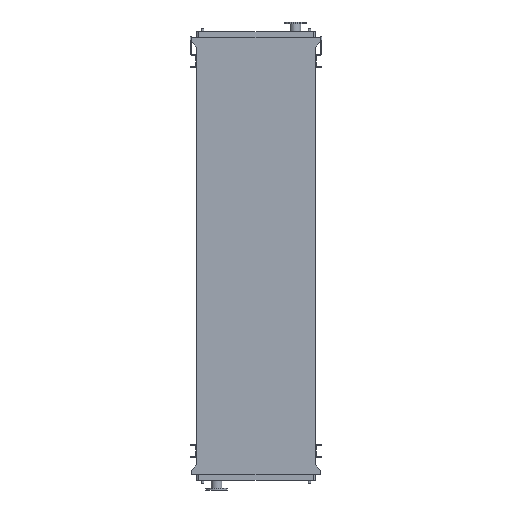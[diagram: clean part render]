
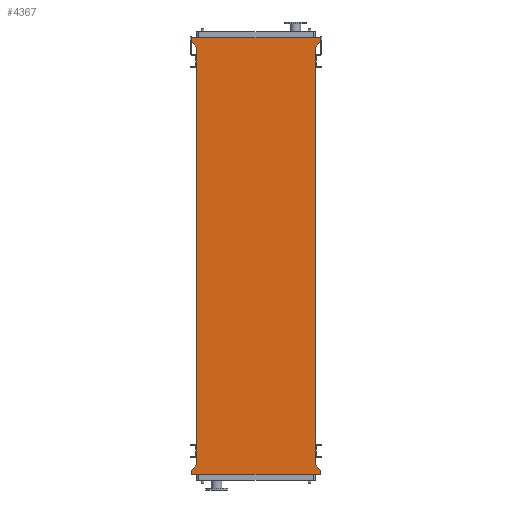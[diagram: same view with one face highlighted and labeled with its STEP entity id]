
A CAD part, front view. The second image highlights one B-rep face of the part: STEP entity #4367.
In plain terms, the highlighted planar face has unit normal (0, -1, 0).
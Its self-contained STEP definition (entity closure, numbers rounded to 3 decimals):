
#6 = CARTESIAN_POINT ( 'NONE',  ( -651., 0., -4345. ) ) ;
#500 = ORIENTED_EDGE ( 'NONE', *, *, #2989, .F. ) ;
#752 = CARTESIAN_POINT ( 'NONE',  ( 605., 0., -4250. ) ) ;
#790 = DIRECTION ( 'NONE',  ( 0.655, 0., -0.755 ) ) ;
#1315 = DIRECTION ( 'NONE',  ( 0., 0., -1. ) ) ;
#1354 = DIRECTION ( 'NONE',  ( 0., -1., 0. ) ) ;
#1445 = PLANE ( 'NONE',  #6311 ) ;
#1448 = CARTESIAN_POINT ( 'NONE',  ( -651., 0., -4303. ) ) ;
#2093 = EDGE_CURVE ( 'NONE', #3026, #6767, #15498, .T. ) ;
#2152 = LINE ( 'NONE', #4450, #14930 ) ;
#2180 = ORIENTED_EDGE ( 'NONE', *, *, #16372, .F. ) ;
#2285 = CARTESIAN_POINT ( 'NONE',  ( -605., 0., -4250. ) ) ;
#2469 = VERTEX_POINT ( 'NONE', #11081 ) ;
#2626 = CARTESIAN_POINT ( 'NONE',  ( 651., 0., 95. ) ) ;
#2727 = CARTESIAN_POINT ( 'NONE',  ( 605., 0., 0. ) ) ;
#2831 = ORIENTED_EDGE ( 'NONE', *, *, #11499, .F. ) ;
#2921 = DIRECTION ( 'NONE',  ( 0., 0., -1. ) ) ;
#2989 = EDGE_CURVE ( 'NONE', #2469, #3026, #13834, .T. ) ;
#3026 = VERTEX_POINT ( 'NONE', #15625 ) ;
#3275 = CARTESIAN_POINT ( 'NONE',  ( 651., 0., -4303. ) ) ;
#3602 = VERTEX_POINT ( 'NONE', #13925 ) ;
#3658 = EDGE_CURVE ( 'NONE', #16218, #12430, #12282, .T. ) ;
#3675 = VERTEX_POINT ( 'NONE', #12381 ) ;
#4367 = ADVANCED_FACE ( 'NONE', ( #14353 ), #1445, .T. ) ;
#4393 = ORIENTED_EDGE ( 'NONE', *, *, #6840, .F. ) ;
#4450 = CARTESIAN_POINT ( 'NONE',  ( 651., 0., 53. ) ) ;
#4503 = DIRECTION ( 'NONE',  ( -0.655, 0., -0.755 ) ) ;
#4723 = CARTESIAN_POINT ( 'NONE',  ( -651., 0., 53. ) ) ;
#5047 = ORIENTED_EDGE ( 'NONE', *, *, #10316, .F. ) ;
#5251 = VECTOR ( 'NONE', #17140, 1000. ) ;
#5407 = CARTESIAN_POINT ( 'NONE',  ( -651., 0., -4303. ) ) ;
#5449 = CARTESIAN_POINT ( 'NONE',  ( -605., 0., 0. ) ) ;
#5484 = LINE ( 'NONE', #14854, #15694 ) ;
#5692 = VECTOR ( 'NONE', #10167, 1000. ) ;
#5881 = LINE ( 'NONE', #10169, #12480 ) ;
#6108 = VECTOR ( 'NONE', #790, 1000. ) ;
#6196 = CARTESIAN_POINT ( 'NONE',  ( -605., 0., -4250. ) ) ;
#6311 = AXIS2_PLACEMENT_3D ( 'NONE', #2285, #1354, #1315 ) ;
#6682 = VECTOR ( 'NONE', #2921, 1000. ) ;
#6767 = VERTEX_POINT ( 'NONE', #5407 ) ;
#6796 = VECTOR ( 'NONE', #9661, 1000. ) ;
#6840 = EDGE_CURVE ( 'NONE', #3675, #13159, #13572, .T. ) ;
#7211 = ORIENTED_EDGE ( 'NONE', *, *, #2093, .F. ) ;
#8424 = VECTOR ( 'NONE', #12840, 1000. ) ;
#8472 = LINE ( 'NONE', #10051, #11163 ) ;
#9661 = DIRECTION ( 'NONE',  ( 0., 0., -1. ) ) ;
#9694 = CARTESIAN_POINT ( 'NONE',  ( 651., 0., -4303. ) ) ;
#9830 = VERTEX_POINT ( 'NONE', #6196 ) ;
#9923 = ORIENTED_EDGE ( 'NONE', *, *, #12186, .F. ) ;
#9942 = CARTESIAN_POINT ( 'NONE',  ( -651., 0., 95. ) ) ;
#9978 = EDGE_CURVE ( 'NONE', #12430, #3675, #5484, .T. ) ;
#10011 = DIRECTION ( 'NONE',  ( -0.655, 0., 0.755 ) ) ;
#10025 = DIRECTION ( 'NONE',  ( 0., 0., 1. ) ) ;
#10051 = CARTESIAN_POINT ( 'NONE',  ( -605., 0., 0. ) ) ;
#10111 = VECTOR ( 'NONE', #13193, 1000. ) ;
#10131 = ORIENTED_EDGE ( 'NONE', *, *, #3658, .F. ) ;
#10167 = DIRECTION ( 'NONE',  ( 0.655, 0., 0.755 ) ) ;
#10169 = CARTESIAN_POINT ( 'NONE',  ( 605., 0., -4250. ) ) ;
#10316 = EDGE_CURVE ( 'NONE', #9830, #14199, #16636, .T. ) ;
#10346 = LINE ( 'NONE', #9694, #6796 ) ;
#10552 = ORIENTED_EDGE ( 'NONE', *, *, #10665, .F. ) ;
#10665 = EDGE_CURVE ( 'NONE', #14199, #16218, #8472, .T. ) ;
#10745 = EDGE_CURVE ( 'NONE', #14640, #2469, #10346, .T. ) ;
#11081 = CARTESIAN_POINT ( 'NONE',  ( 651., 0., -4345. ) ) ;
#11163 = VECTOR ( 'NONE', #10011, 1000. ) ;
#11499 = EDGE_CURVE ( 'NONE', #3602, #14640, #16226, .T. ) ;
#11985 = DIRECTION ( 'NONE',  ( 0., 0., 1. ) ) ;
#12016 = EDGE_CURVE ( 'NONE', #3602, #14837, #5881, .T. ) ;
#12035 = CARTESIAN_POINT ( 'NONE',  ( -605., 0., -4250. ) ) ;
#12186 = EDGE_CURVE ( 'NONE', #13159, #14837, #2152, .T. ) ;
#12282 = LINE ( 'NONE', #13220, #8424 ) ;
#12381 = CARTESIAN_POINT ( 'NONE',  ( 651., 0., 95. ) ) ;
#12430 = VERTEX_POINT ( 'NONE', #9942 ) ;
#12480 = VECTOR ( 'NONE', #10025, 1000. ) ;
#12840 = DIRECTION ( 'NONE',  ( 0., 0., 1. ) ) ;
#13159 = VERTEX_POINT ( 'NONE', #16231 ) ;
#13193 = DIRECTION ( 'NONE',  ( -1., 0., 0. ) ) ;
#13220 = CARTESIAN_POINT ( 'NONE',  ( -651., 0., 53. ) ) ;
#13494 = VECTOR ( 'NONE', #11985, 1000. ) ;
#13572 = LINE ( 'NONE', #2626, #6682 ) ;
#13820 = EDGE_LOOP ( 'NONE', ( #15671, #9923, #4393, #15135, #10131, #10552, #5047, #2180, #7211, #500, #15882, #2831 ) ) ;
#13834 = LINE ( 'NONE', #14555, #10111 ) ;
#13925 = CARTESIAN_POINT ( 'NONE',  ( 605., 0., -4250. ) ) ;
#14199 = VERTEX_POINT ( 'NONE', #5449 ) ;
#14214 = DIRECTION ( 'NONE',  ( 1., 0., 0. ) ) ;
#14353 = FACE_OUTER_BOUND ( 'NONE', #13820, .T. ) ;
#14555 = CARTESIAN_POINT ( 'NONE',  ( 651., 0., -4345. ) ) ;
#14640 = VERTEX_POINT ( 'NONE', #3275 ) ;
#14837 = VERTEX_POINT ( 'NONE', #2727 ) ;
#14854 = CARTESIAN_POINT ( 'NONE',  ( -651., 0., 95. ) ) ;
#14930 = VECTOR ( 'NONE', #4503, 1000. ) ;
#15135 = ORIENTED_EDGE ( 'NONE', *, *, #9978, .F. ) ;
#15498 = LINE ( 'NONE', #6, #5251 ) ;
#15625 = CARTESIAN_POINT ( 'NONE',  ( -651., 0., -4345. ) ) ;
#15671 = ORIENTED_EDGE ( 'NONE', *, *, #12016, .T. ) ;
#15694 = VECTOR ( 'NONE', #14214, 1000. ) ;
#15875 = LINE ( 'NONE', #1448, #5692 ) ;
#15882 = ORIENTED_EDGE ( 'NONE', *, *, #10745, .F. ) ;
#16218 = VERTEX_POINT ( 'NONE', #4723 ) ;
#16226 = LINE ( 'NONE', #752, #6108 ) ;
#16231 = CARTESIAN_POINT ( 'NONE',  ( 651., 0., 53. ) ) ;
#16372 = EDGE_CURVE ( 'NONE', #6767, #9830, #15875, .T. ) ;
#16636 = LINE ( 'NONE', #12035, #13494 ) ;
#17140 = DIRECTION ( 'NONE',  ( 0., 0., 1. ) ) ;
